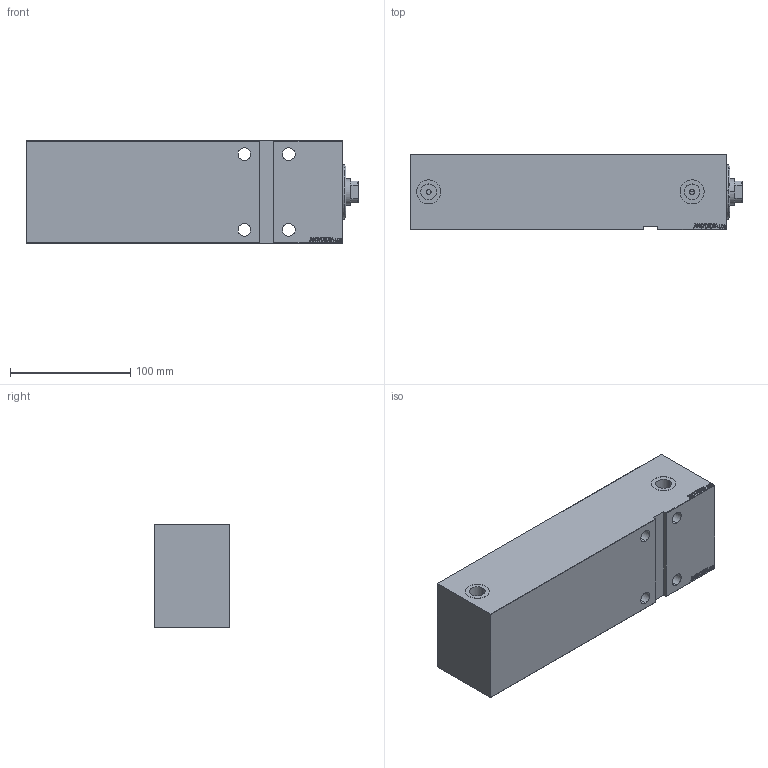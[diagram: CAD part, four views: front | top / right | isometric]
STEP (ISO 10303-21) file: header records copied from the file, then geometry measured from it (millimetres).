
FILE_DESCRIPTION (( 'STEP AP203' ), '1' );
FILE_NAME ('e9c3.STEP', '2022-04-17T01:56:02', ( '' ), ( '' ), 'SwSTEP 2.0', 'SolidWorks 2019', '' );
FILE_SCHEMA (( 'CONFIG_CONTROL_DESIGN' ));
Length unit declared in the file: millimetre
Products named in the file (4): V450CM_G_VCP 05041c379e82b63aa1d700916c4eceeb; e9c3; V450CM_G_Body 05041c379e82b63aa1d700916c4eceeb; V450CM_VC_G 05041c379e82b63aa1d700916c4eceeb
Assembly tree (3 placements, depth 2):
  e9c3
    V450CM_G_Body 05041c379e82b63aa1d700916c4eceeb
    V450CM_G_VCP 05041c379e82b63aa1d700916c4eceeb
    V450CM_VC_G 05041c379e82b63aa1d700916c4eceeb
Bounding box: 276 x 63 x 85 mm (x, y, z)
Volume: 1290794.2 mm3; surface area: 137312.6 mm2
Topology: 3 solids, 3 shells, 860 faces, 2209 edges, 1465 vertices
Faces by surface type: plane 412, bspline 380, cylinder 54, cone 14
Entity records: 43293 total; most frequent: CARTESIAN_POINT 24452, ORIENTED_EDGE 4414, DIRECTION 2531, EDGE_CURVE 2207, VERTEX_POINT 1465, VECTOR 1315, LINE 1315, EDGE_LOOP 984
